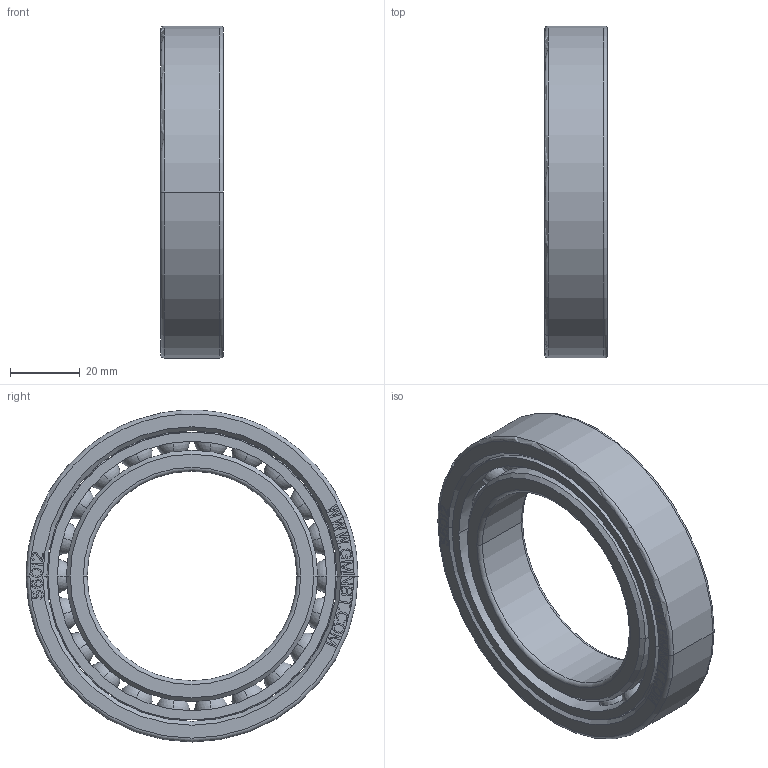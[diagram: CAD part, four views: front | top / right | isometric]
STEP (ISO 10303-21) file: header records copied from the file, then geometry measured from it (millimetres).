
FILE_DESCRIPTION((''),'2;1');
FILE_NAME('S6012_PRT','2014-03-19T',('sales 4'),(''),'PRO/ENGINEER BY PARAMETRIC TECHNOLOGY CORPORATION, 2013150','PRO/ENGINEER BY PARAMETRIC TECHNOLOGY CORPORATION, 2013150','');
FILE_SCHEMA(('AUTOMOTIVE_DESIGN { 1 0 10303 214 1 1 1 1 }'));
Length unit declared in the file: millimetre
Products named in the file (1): S6012_PRT
Bounding box: 18.01 x 95 x 95 mm (x, y, z)
Volume: 60550 mm3; surface area: 36649.1 mm2
Topology: 3 solids, 3 shells, 692 faces, 1925 edges, 1214 vertices
Faces by surface type: plane 480, cylinder 102, sphere 88, torus 12, cone 10
Entity records: 40194 total; most frequent: CARTESIAN_POINT 17229, ORIENTED_EDGE 3674, DIRECTION 3281, PRESENTATION_STYLE_ASSIGNMENT 1868, STYLED_ITEM 1840, CURVE_STYLE 1837, EDGE_CURVE 1837, VECTOR 1425
